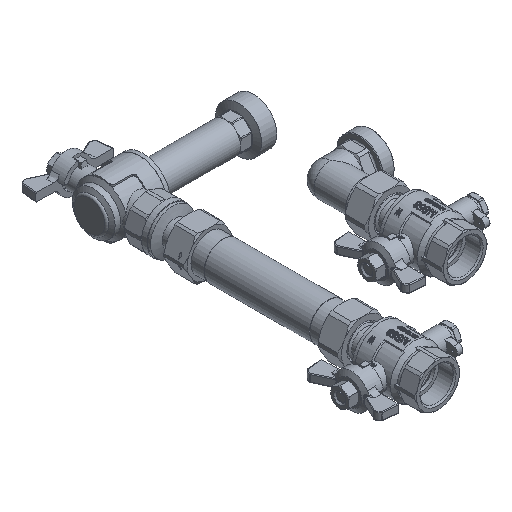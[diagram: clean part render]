
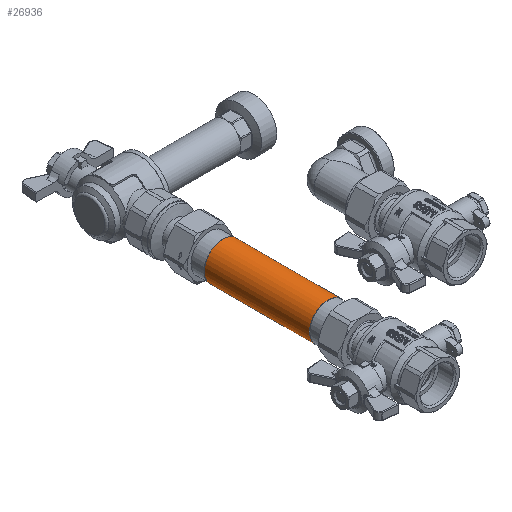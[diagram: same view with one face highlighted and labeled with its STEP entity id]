
A CAD part, isometric view. The second image highlights one B-rep face of the part: STEP entity #26936.
In plain terms, the highlighted cylindrical face has radius 13.45 mm (diameter 26.9 mm), a full revolution.
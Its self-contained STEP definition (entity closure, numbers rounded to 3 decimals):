
#6223=ORIENTED_EDGE('',*,*,#14125,.T.);
#6224=ORIENTED_EDGE('',*,*,#14126,.F.);
#14125=EDGE_CURVE('',#18076,#18076,#20766,.T.);
#14126=EDGE_CURVE('',#18077,#18077,#20767,.T.);
#18076=VERTEX_POINT('',#41281);
#18077=VERTEX_POINT('',#41283);
#20766=CIRCLE('',#28640,13.45);
#20767=CIRCLE('',#28641,13.45);
#21552=EDGE_LOOP('',(#6223));
#21553=EDGE_LOOP('',(#6224));
#23432=FACE_BOUND('',#21552,.T.);
#23433=FACE_BOUND('',#21553,.T.);
#25315=CYLINDRICAL_SURFACE('',#28639,13.45);
#26936=ADVANCED_FACE('',(#23432,#23433),#25315,.T.);
#28639=AXIS2_PLACEMENT_3D('',#41279,#32351,#32352);
#28640=AXIS2_PLACEMENT_3D('',#41280,#32353,#32354);
#28641=AXIS2_PLACEMENT_3D('',#41282,#32355,#32356);
#32351=DIRECTION('',(0.,1.,0.));
#32352=DIRECTION('',(0.,0.,1.));
#32353=DIRECTION('',(0.,1.,0.));
#32354=DIRECTION('',(1.,0.,0.));
#32355=DIRECTION('',(0.,1.,0.));
#32356=DIRECTION('',(0.,0.,-1.));
#41279=CARTESIAN_POINT('',(0.,-55.,0.));
#41280=CARTESIAN_POINT('',(0.,-38.,0.));
#41281=CARTESIAN_POINT('',(13.45,-38.,0.));
#41282=CARTESIAN_POINT('',(0.,38.,0.));
#41283=CARTESIAN_POINT('',(0.,38.,-13.45));
